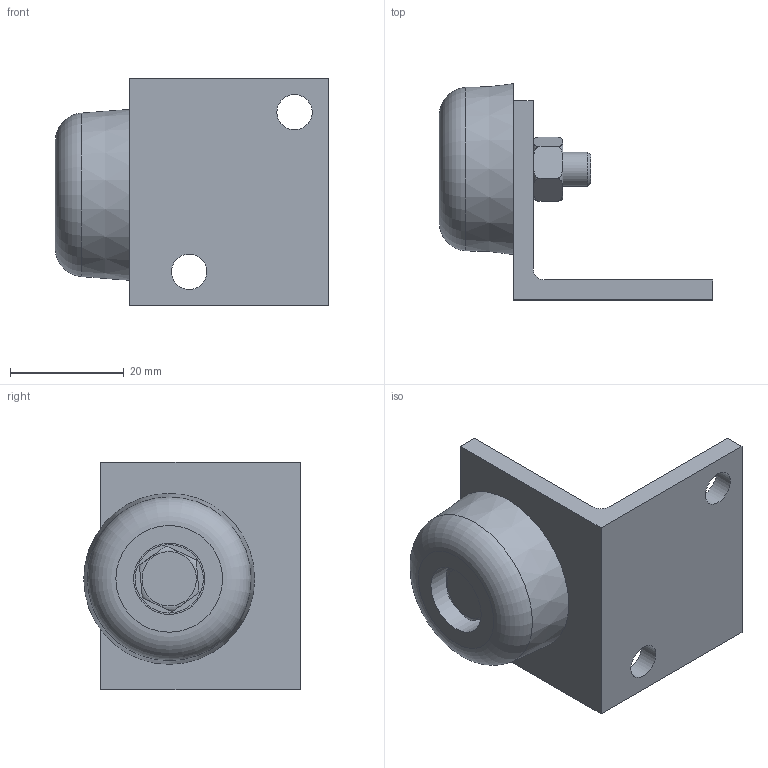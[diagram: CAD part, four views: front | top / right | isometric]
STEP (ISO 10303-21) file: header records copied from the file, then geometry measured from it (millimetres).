
FILE_DESCRIPTION(/* description */ (''),/* implementation_level */ '2;1');
FILE_NAME(/* name */ '1086.stp',/* time_stamp */ '2020-02-26T14:29:23+01:00',/* author */ ('DBARI'),/* organization */ (''),/* preprocessor_version */ 'ST-DEVELOPER v17.2',/* originating_system */ 'Autodesk Inventor 2019',/* authorisation */ '');
FILE_SCHEMA (('AUTOMOTIVE_DESIGN { 1 0 10303 214 3 1 1 }'));
Length unit declared in the file: millimetre
Products named in the file (6): 1086; 15409; 15546; 15735; 06005; 04510
Assembly tree (5 placements, depth 2):
  1086
    15409
    15546
    15735
    06005
    04510
Bounding box: 48 x 38 x 40 mm (x, y, z)
Volume: 17332 mm3; surface area: 10014.6 mm2
Topology: 5 solids, 5 shells, 51 faces, 120 edges, 82 vertices
Faces by surface type: plane 33, cylinder 12, torus 4, cone 2
Full cylindrical faces by diameter (mm): 4.917 x1, 6 x1, 6.2 x2, 6.4 x1, 6.5 x1, 8 x1, 12 x1, 12.5 x1
Entity records: 2052 total; most frequent: CARTESIAN_POINT 606, DIRECTION 270, ORIENTED_EDGE 240, EDGE_CURVE 120, AXIS2_PLACEMENT_3D 107, VERTEX_POINT 82, EDGE_LOOP 66, LINE 56
